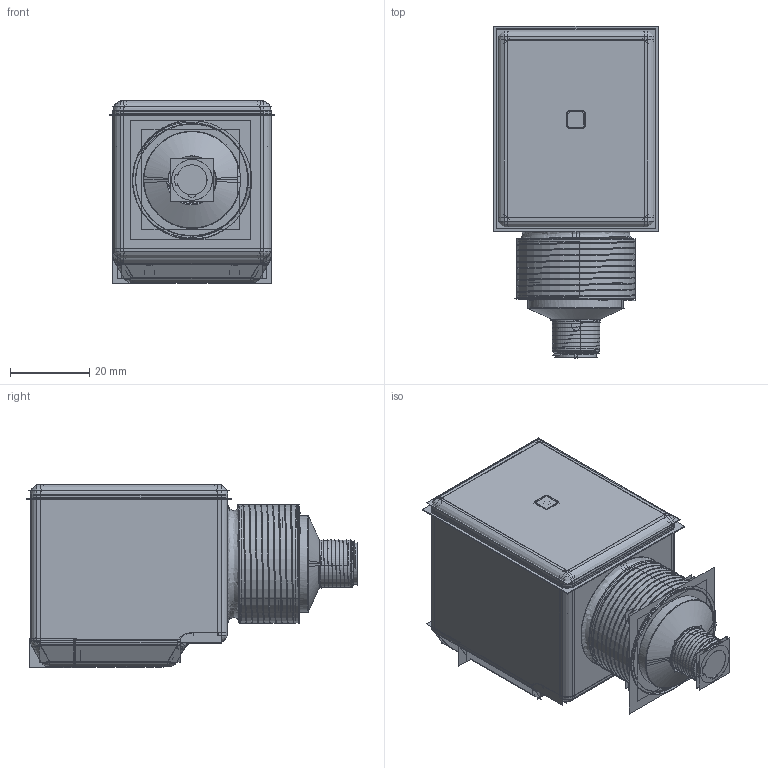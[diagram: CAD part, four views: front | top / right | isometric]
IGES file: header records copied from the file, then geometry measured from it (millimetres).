
Start section:  PTC IGES file: 156730.igs
Global section: file name: 156730.igs; native system: Creo Parametric by Parametric Technology Corporation; preprocessor: 2013230; author: pdmadmin; organization: Unknown; date: 20151106.063948; units: millimetre
Bounding box: 41.58 x 83.93 x 46.3 mm (x, y, z)
Volume: 28347.3 mm3; surface area: 239972.6 mm2
Topology: 10 solids, 11 shells, 1188 faces, 5978 edges, 7578 vertices
Faces by surface type: revolution 688, bspline 500
